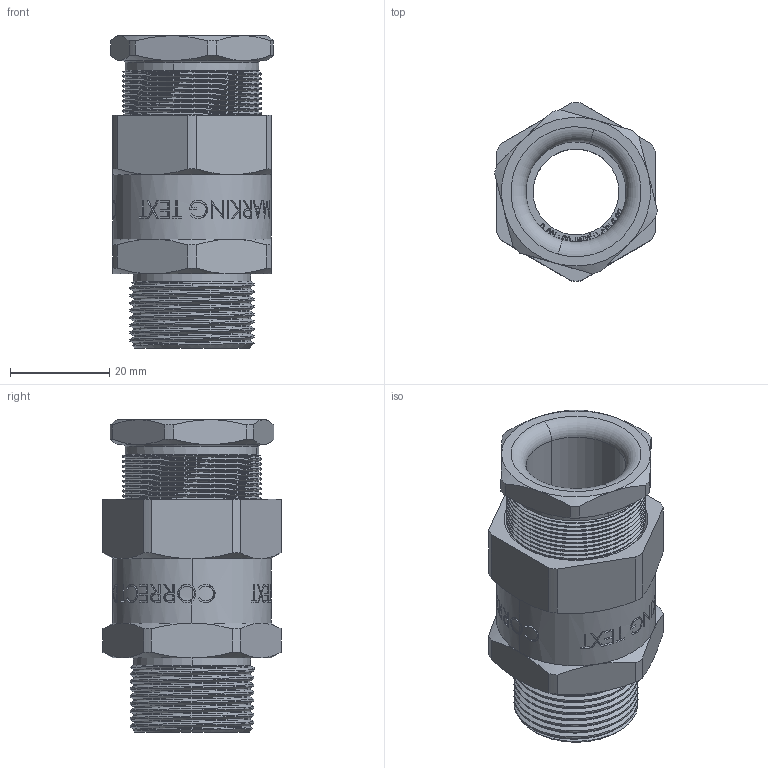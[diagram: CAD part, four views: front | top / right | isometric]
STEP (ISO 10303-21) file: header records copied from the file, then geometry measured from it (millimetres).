
FILE_DESCRIPTION (( 'STEP AP203' ), '1' );
FILE_NAME ('M25-D9-15mm D620.step', '2025-04-03T12:09:04', ( '' ), ( '' ), 'SwSTEP 2.0', 'SolidWorks 2022', '' );
FILE_SCHEMA (( 'CONFIG_CONTROL_DESIGN' ));
Length unit declared in the file: millimetre
Products named in the file (6): M25-D9-15mm D620; 750A108443; 750A106982; 750A109734; O-Ring for M25_Juks 2; 750A109763
Assembly tree (5 placements, depth 2):
  M25-D9-15mm D620
    750A108443
    750A109734
    750A109763
    750A106982
    O-Ring for M25_Juks 2
Bounding box: 32.81 x 35.95 x 63 mm (x, y, z)
Volume: 26008.7 mm3; surface area: 21148.7 mm2
Topology: 5 solids, 5 shells, 962 faces, 2589 edges, 1706 vertices
Faces by surface type: plane 343, bspline 296, cylinder 268, cone 47, torus 8
Entity records: 60470 total; most frequent: CARTESIAN_POINT 39062, ORIENTED_EDGE 5178, DIRECTION 3064, EDGE_CURVE 2589, VERTEX_POINT 1706, EDGE_LOOP 1041, VECTOR 1034, LINE 1034
